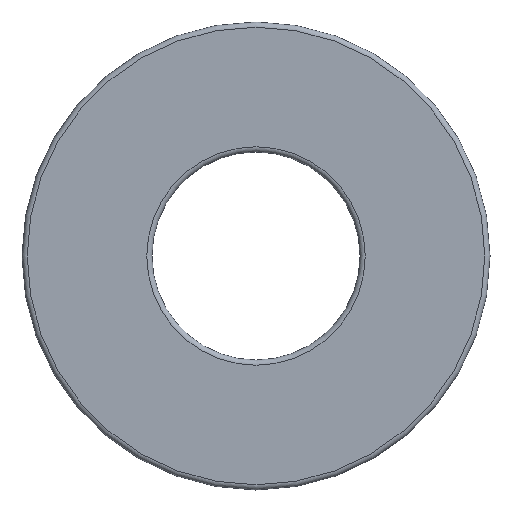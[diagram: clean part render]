
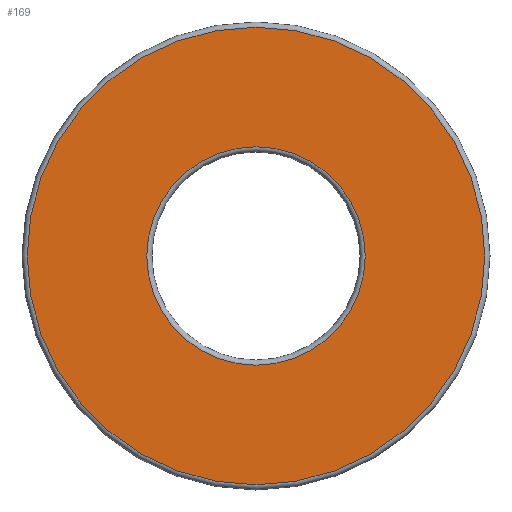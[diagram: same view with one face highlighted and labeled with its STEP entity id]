
A CAD part, left-side view. The second image highlights one B-rep face of the part: STEP entity #169.
In plain terms, the highlighted face is planar.
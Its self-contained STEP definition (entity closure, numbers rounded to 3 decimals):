
#16=FACE_BOUND('',#44,.T.);
#19=PLANE('',#239);
#31=FACE_OUTER_BOUND('',#43,.T.);
#43=EDGE_LOOP('',(#139));
#44=EDGE_LOOP('',(#140));
#61=CIRCLE('',#227,4.2);
#70=CIRCLE('',#240,8.8);
#81=VERTEX_POINT('',#355);
#88=VERTEX_POINT('',#376);
#97=EDGE_CURVE('',#81,#81,#61,.T.);
#107=EDGE_CURVE('',#88,#88,#70,.T.);
#139=ORIENTED_EDGE('',*,*,#107,.T.);
#140=ORIENTED_EDGE('',*,*,#97,.T.);
#169=ADVANCED_FACE('',(#31,#16),#19,.F.);
#227=AXIS2_PLACEMENT_3D('',#356,#280,#281);
#239=AXIS2_PLACEMENT_3D('',#375,#305,#306);
#240=AXIS2_PLACEMENT_3D('',#377,#307,#308);
#280=DIRECTION('center_axis',(0.,1.,0.));
#281=DIRECTION('ref_axis',(0.,0.,1.));
#305=DIRECTION('center_axis',(0.,1.,0.));
#306=DIRECTION('ref_axis',(0.,0.,1.));
#307=DIRECTION('center_axis',(0.,-1.,0.));
#308=DIRECTION('ref_axis',(0.,0.,1.));
#355=CARTESIAN_POINT('',(0.,0.,-4.2));
#356=CARTESIAN_POINT('Origin',(0.,0.,0.));
#375=CARTESIAN_POINT('Origin',(0.,0.,0.));
#376=CARTESIAN_POINT('',(0.,0.,-8.8));
#377=CARTESIAN_POINT('Origin',(0.,0.,0.));
